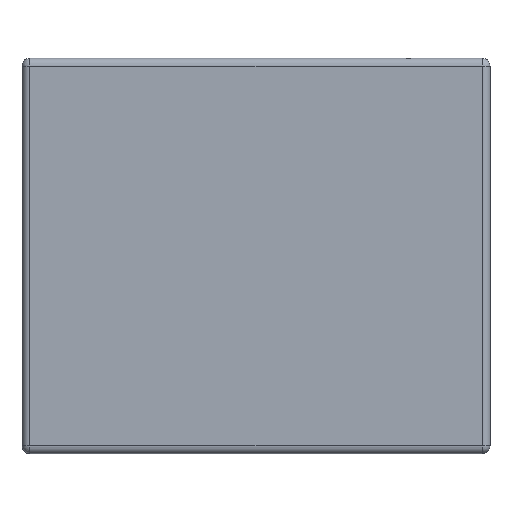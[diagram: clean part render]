
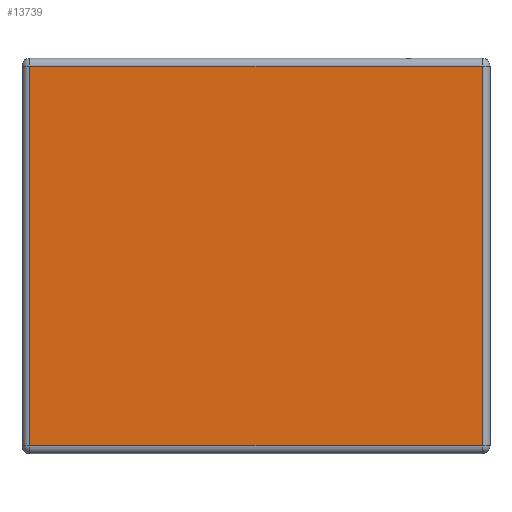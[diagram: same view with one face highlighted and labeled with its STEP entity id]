
A CAD part, front view. The second image highlights one B-rep face of the part: STEP entity #13739.
In plain terms, the highlighted planar face has unit normal (0, -1, 0).
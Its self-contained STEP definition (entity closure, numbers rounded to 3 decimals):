
#1554=FACE_OUTER_BOUND('',#2316,.T.);
#2316=EDGE_LOOP('',(#11247,#11248,#11249,#11250));
#3503=LINE('',#22585,#4795);
#3504=LINE('',#22587,#4796);
#3505=LINE('',#22589,#4797);
#3506=LINE('',#22590,#4798);
#4795=VECTOR('',#16009,10.);
#4796=VECTOR('',#16010,10.);
#4797=VECTOR('',#16011,10.);
#4798=VECTOR('',#16012,10.);
#6359=VERTEX_POINT('',#22583);
#6360=VERTEX_POINT('',#22584);
#6361=VERTEX_POINT('',#22586);
#6362=VERTEX_POINT('',#22588);
#8172=EDGE_CURVE('',#6359,#6360,#3503,.T.);
#8173=EDGE_CURVE('',#6361,#6359,#3504,.T.);
#8174=EDGE_CURVE('',#6362,#6361,#3505,.T.);
#8175=EDGE_CURVE('',#6360,#6362,#3506,.T.);
#11247=ORIENTED_EDGE('',*,*,#8172,.F.);
#11248=ORIENTED_EDGE('',*,*,#8173,.F.);
#11249=ORIENTED_EDGE('',*,*,#8174,.F.);
#11250=ORIENTED_EDGE('',*,*,#8175,.F.);
#13092=PLANE('',#14247);
#13739=ADVANCED_FACE('',(#1554),#13092,.T.);
#14247=AXIS2_PLACEMENT_3D('',#22582,#16007,#16008);
#16007=DIRECTION('center_axis',(0.,-1.,0.));
#16008=DIRECTION('ref_axis',(0.,0.,-1.));
#16009=DIRECTION('',(1.,0.,0.));
#16010=DIRECTION('',(0.,0.,1.));
#16011=DIRECTION('',(-1.,0.,0.));
#16012=DIRECTION('',(0.,0.,-1.));
#22582=CARTESIAN_POINT('Origin',(100.95,-30.,-84.98));
#22583=CARTESIAN_POINT('',(-16.55,-30.,18.818));
#22584=CARTESIAN_POINT('',(218.45,-30.,18.818));
#22585=CARTESIAN_POINT('',(100.95,-30.,18.818));
#22586=CARTESIAN_POINT('',(-16.55,-30.,-178.48));
#22587=CARTESIAN_POINT('',(-16.55,-30.,-133.73));
#22588=CARTESIAN_POINT('',(218.45,-30.,-178.48));
#22589=CARTESIAN_POINT('',(161.7,-30.,-178.48));
#22590=CARTESIAN_POINT('',(218.45,-30.,-36.23));
